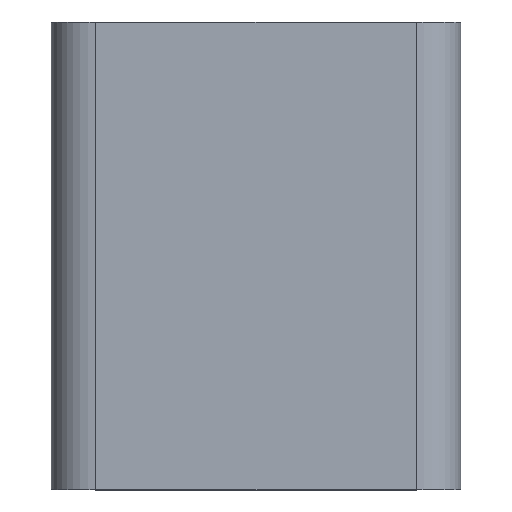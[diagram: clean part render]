
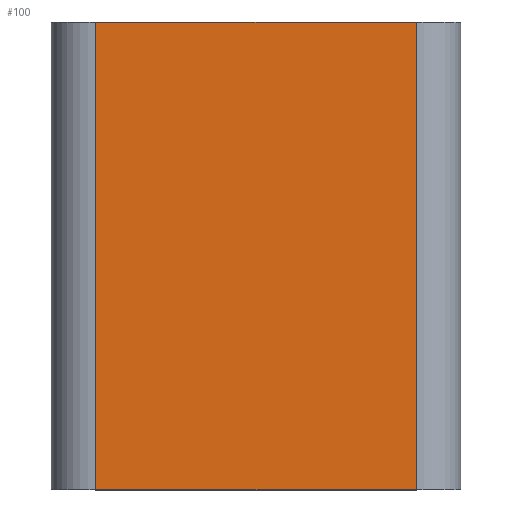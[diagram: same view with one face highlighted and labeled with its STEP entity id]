
A CAD part, top view. The second image highlights one B-rep face of the part: STEP entity #100.
In plain terms, the highlighted planar face has unit normal (0, 0, 1).
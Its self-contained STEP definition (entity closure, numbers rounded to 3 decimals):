
#100 = ADVANCED_FACE( '', ( #201 ), #202, .T. );
#201 = FACE_OUTER_BOUND( '', #300, .T. );
#202 = PLANE( '', #301 );
#300 = EDGE_LOOP( '', ( #525, #526, #527, #528 ) );
#301 = AXIS2_PLACEMENT_3D( '', #529, #530, #531 );
#525 = ORIENTED_EDGE( '', *, *, #695, .T. );
#526 = ORIENTED_EDGE( '', *, *, #608, .T. );
#527 = ORIENTED_EDGE( '', *, *, #686, .T. );
#528 = ORIENTED_EDGE( '', *, *, #639, .T. );
#529 = CARTESIAN_POINT( '', ( 0., 0., 3.28 ) );
#530 = DIRECTION( '', ( 0., 0., 1. ) );
#531 = DIRECTION( '', ( 1., 0., 0. ) );
#608 = EDGE_CURVE( '', #720, #722, #724, .T. );
#639 = EDGE_CURVE( '', #772, #776, #778, .T. );
#686 = EDGE_CURVE( '', #722, #772, #845, .T. );
#695 = EDGE_CURVE( '', #776, #720, #855, .T. );
#720 = VERTEX_POINT( '', #886 );
#722 = VERTEX_POINT( '', #888 );
#724 = LINE( '', #890, #891 );
#772 = VERTEX_POINT( '', #953 );
#776 = VERTEX_POINT( '', #958 );
#778 = LINE( '', #960, #961 );
#845 = LINE( '', #1052, #1053 );
#855 = LINE( '', #1066, #1067 );
#886 = CARTESIAN_POINT( '', ( -3.6, 5.25, 3.28 ) );
#888 = CARTESIAN_POINT( '', ( -3.6, -5.25, 3.28 ) );
#890 = CARTESIAN_POINT( '', ( -3.6, -5.25, 3.28 ) );
#891 = VECTOR( '', #1092, 1000. );
#953 = CARTESIAN_POINT( '', ( 3.6, -5.25, 3.28 ) );
#958 = CARTESIAN_POINT( '', ( 3.6, 5.25, 3.28 ) );
#960 = CARTESIAN_POINT( '', ( 3.6, 5.25, 3.28 ) );
#961 = VECTOR( '', #1135, 1000. );
#1052 = CARTESIAN_POINT( '', ( -4.6, -5.25, 3.28 ) );
#1053 = VECTOR( '', #1187, 1000. );
#1066 = CARTESIAN_POINT( '', ( 4.6, 5.25, 3.28 ) );
#1067 = VECTOR( '', #1197, 1000. );
#1092 = DIRECTION( '', ( 0., -1., 0. ) );
#1135 = DIRECTION( '', ( 0., 1., 0. ) );
#1187 = DIRECTION( '', ( 1., 0., 0. ) );
#1197 = DIRECTION( '', ( -1., 0., 0. ) );
